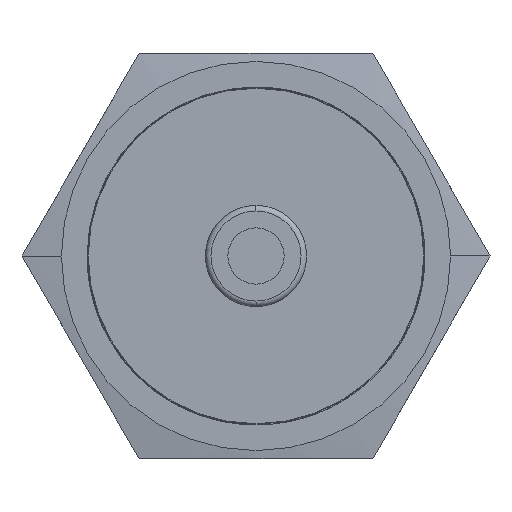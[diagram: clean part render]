
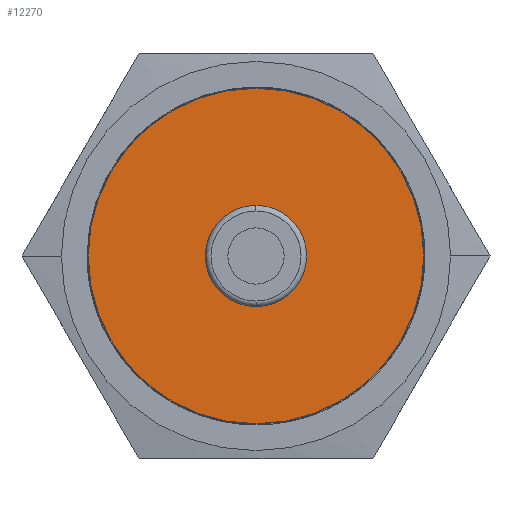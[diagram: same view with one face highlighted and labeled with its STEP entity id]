
A CAD part, front view. The second image highlights one B-rep face of the part: STEP entity #12270.
In plain terms, the highlighted face is planar.
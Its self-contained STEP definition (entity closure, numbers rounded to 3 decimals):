
#12049=CARTESIAN_POINT('',(1.5,0.,0.));
#12050=DIRECTION('',(-1.,0.,0.));
#12051=DIRECTION('',(0.,0.,-1.));
#12052=AXIS2_PLACEMENT_3D('',#12049,#12050,#12051);
#12054=CARTESIAN_POINT('',(1.5,0.,0.));
#12055=DIRECTION('',(1.,0.,0.));
#12056=DIRECTION('',(0.,0.,-1.));
#12057=AXIS2_PLACEMENT_3D('',#12054,#12055,#12056);
#12059=CARTESIAN_POINT('',(1.5,0.,0.));
#12060=DIRECTION('',(-1.,0.,0.));
#12061=DIRECTION('',(0.,0.,-1.));
#12062=AXIS2_PLACEMENT_3D('',#12059,#12060,#12061);
#12064=CARTESIAN_POINT('',(1.5,0.,0.));
#12065=DIRECTION('',(1.,0.,0.));
#12066=DIRECTION('',(0.,0.,-1.));
#12067=AXIS2_PLACEMENT_3D('',#12064,#12065,#12066);
#12135=CARTESIAN_POINT('',(1.5,0.,-14.9));
#12137=VERTEX_POINT('',#12135);
#12139=CARTESIAN_POINT('',(1.5,0.,14.9));
#12141=VERTEX_POINT('',#12139);
#12155=CARTESIAN_POINT('',(1.5,0.,-4.5));
#12156=CARTESIAN_POINT('',(1.5,0.,4.5));
#12157=VERTEX_POINT('',#12155);
#12158=VERTEX_POINT('',#12156);
#12255=CARTESIAN_POINT('',(1.5,0.,0.));
#12256=DIRECTION('',(1.,0.,0.));
#12257=DIRECTION('',(0.,0.,1.));
#12258=AXIS2_PLACEMENT_3D('',#12255,#12256,#12257);
#12259=PLANE('',#12258);
#12260=ORIENTED_EDGE('',*,*,#12248,.F.);
#12261=ORIENTED_EDGE('',*,*,#12237,.T.);
#12262=EDGE_LOOP('',(#12260,#12261));
#12263=FACE_OUTER_BOUND('',#12262,.F.);
#12265=ORIENTED_EDGE('',*,*,#12264,.F.);
#12267=ORIENTED_EDGE('',*,*,#12266,.T.);
#12268=EDGE_LOOP('',(#12265,#12267));
#12269=FACE_BOUND('',#12268,.F.);
#12270=ADVANCED_FACE('',(#12263,#12269),#12259,.T.);
#12053=CIRCLE('',#12052,14.9);
#12058=CIRCLE('',#12057,14.9);
#12063=CIRCLE('',#12062,4.5);
#12068=CIRCLE('',#12067,4.5);
#12237=EDGE_CURVE('',#12137,#12141,#12053,.T.);
#12248=EDGE_CURVE('',#12137,#12141,#12058,.T.);
#12264=EDGE_CURVE('',#12157,#12158,#12063,.T.);
#12266=EDGE_CURVE('',#12157,#12158,#12068,.T.);
